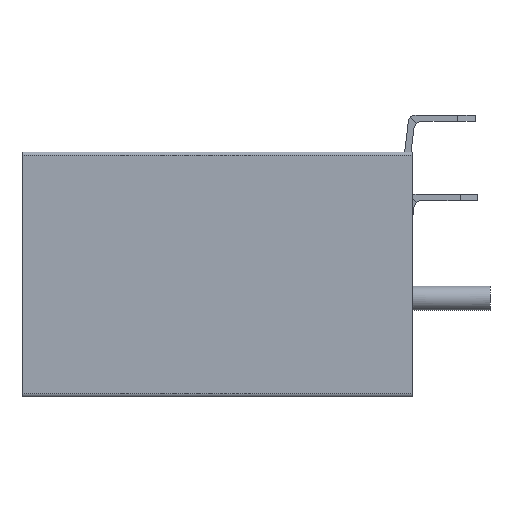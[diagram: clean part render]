
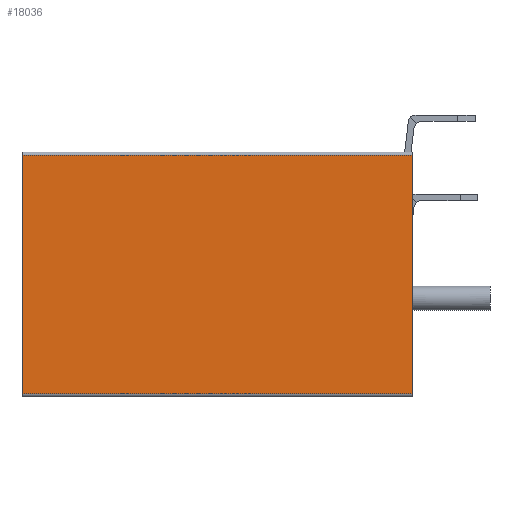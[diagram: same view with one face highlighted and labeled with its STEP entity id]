
A CAD part, left-side view. The second image highlights one B-rep face of the part: STEP entity #18036.
In plain terms, the highlighted planar face has unit normal (-1, 0, 0).
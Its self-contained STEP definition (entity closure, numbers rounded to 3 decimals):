
#457 = LINE ( 'NONE', #6278, #13274 ) ;
#1078 = CARTESIAN_POINT ( 'NONE',  ( -11.575, 25., -7.65 ) ) ;
#1891 = VERTEX_POINT ( 'NONE', #3333 ) ;
#2283 = VERTEX_POINT ( 'NONE', #15702 ) ;
#2764 = VECTOR ( 'NONE', #9227, 1000. ) ;
#2914 = ORIENTED_EDGE ( 'NONE', *, *, #5640, .T. ) ;
#3035 = VECTOR ( 'NONE', #14280, 1000. ) ;
#3333 = CARTESIAN_POINT ( 'NONE',  ( -11.575, 25., 7.65 ) ) ;
#5016 = LINE ( 'NONE', #10767, #2764 ) ;
#5640 = EDGE_CURVE ( 'NONE', #17197, #2283, #12903, .T. ) ;
#6278 = CARTESIAN_POINT ( 'NONE',  ( -11.575, 25., 7.65 ) ) ;
#7845 = DIRECTION ( 'NONE',  ( 0., -1., 0. ) ) ;
#8035 = VECTOR ( 'NONE', #8157, 1000. ) ;
#8157 = DIRECTION ( 'NONE',  ( 0., 0., -1. ) ) ;
#8306 = CARTESIAN_POINT ( 'NONE',  ( -11.575, 25., -7.65 ) ) ;
#8339 = CARTESIAN_POINT ( 'NONE',  ( -11.575, 25., 7.65 ) ) ;
#9143 = DIRECTION ( 'NONE',  ( -1., 0., 0. ) ) ;
#9227 = DIRECTION ( 'NONE',  ( 0., 0., -1. ) ) ;
#9909 = LINE ( 'NONE', #8339, #8035 ) ;
#10151 = EDGE_CURVE ( 'NONE', #1891, #17197, #9909, .T. ) ;
#10410 = FACE_OUTER_BOUND ( 'NONE', #18450, .T. ) ;
#10767 = CARTESIAN_POINT ( 'NONE',  ( -11.575, 0., 7.65 ) ) ;
#10994 = EDGE_CURVE ( 'NONE', #1891, #12278, #457, .T. ) ;
#11317 = AXIS2_PLACEMENT_3D ( 'NONE', #16387, #9143, #17744 ) ;
#12278 = VERTEX_POINT ( 'NONE', #13049 ) ;
#12903 = LINE ( 'NONE', #1078, #3035 ) ;
#13049 = CARTESIAN_POINT ( 'NONE',  ( -11.575, 0., 7.65 ) ) ;
#13274 = VECTOR ( 'NONE', #7845, 1000. ) ;
#14280 = DIRECTION ( 'NONE',  ( 0., -1., 0. ) ) ;
#14626 = EDGE_CURVE ( 'NONE', #12278, #2283, #5016, .T. ) ;
#15702 = CARTESIAN_POINT ( 'NONE',  ( -11.575, 0., -7.65 ) ) ;
#16139 = ORIENTED_EDGE ( 'NONE', *, *, #10994, .F. ) ;
#16387 = CARTESIAN_POINT ( 'NONE',  ( -11.575, 25., 7.65 ) ) ;
#16524 = ORIENTED_EDGE ( 'NONE', *, *, #14626, .F. ) ;
#16995 = ORIENTED_EDGE ( 'NONE', *, *, #10151, .T. ) ;
#17197 = VERTEX_POINT ( 'NONE', #8306 ) ;
#17744 = DIRECTION ( 'NONE',  ( 0., 0., 1. ) ) ;
#18036 = ADVANCED_FACE ( 'NONE', ( #10410 ), #19073, .T. ) ;
#18450 = EDGE_LOOP ( 'NONE', ( #16524, #16139, #16995, #2914 ) ) ;
#19073 = PLANE ( 'NONE',  #11317 ) ;
